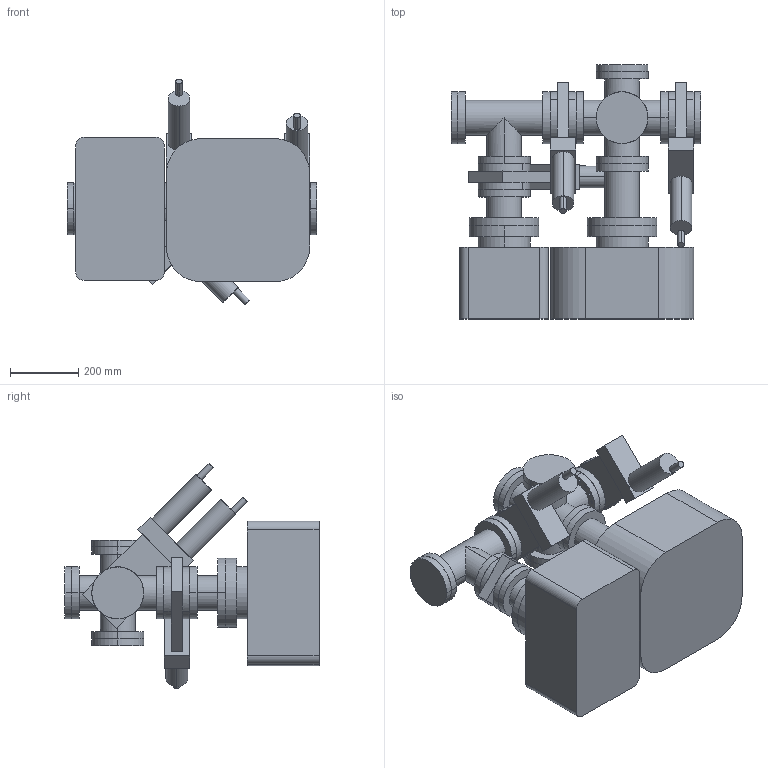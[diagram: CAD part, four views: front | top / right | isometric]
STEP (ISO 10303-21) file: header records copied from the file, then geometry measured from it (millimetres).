
FILE_DESCRIPTION((''),'1');
FILE_NAME('VACCASE_ASM','1996-07-16T15:19:48',('dmgaines'),(''),'PRO/ENGINEER BY PARAMETRIC TECHNOLOGY CORPORATION, 9620','PRO/ENGINEER BY PARAMETRIC TECHNOLOGY CORPORATION, 9620','');
FILE_SCHEMA(('CONFIG_CONTROL_DESIGN'));
Length unit declared in the file: inch
Products named in the file (9): CROSS_; VALVE_; TEE_; ADAPTNIPPLE1_; PUMP220_; ADAPTNIPPLE_; PUMP120_; FLANGE_BLANK6_; VACCASE_ASM
Assembly tree (14 placements, depth 2):
  VACCASE_ASM
    CROSS_
    VALVE_  x3
    TEE_
    ADAPTNIPPLE1_
    PUMP220_
    ADAPTNIPPLE_
    PUMP120_
    FLANGE_BLANK6_  x5
Bounding box: 731.01 x 744.22 x 660.6 mm (x, y, z)
Volume: 76444937.2 mm3; surface area: 3228926.9 mm2
Topology: 14 solids, 14 shells, 415 faces, 988 edges, 646 vertices
Faces by surface type: cylinder 270, plane 145
Entity records: 9593 total; most frequent: CARTESIAN_POINT 1923, DIRECTION 1688, ORIENTED_EDGE 1440, EDGE_CURVE 720, AXIS2_PLACEMENT_3D 709, VERTEX_POINT 474, EDGE_LOOP 428, CIRCLE 402
